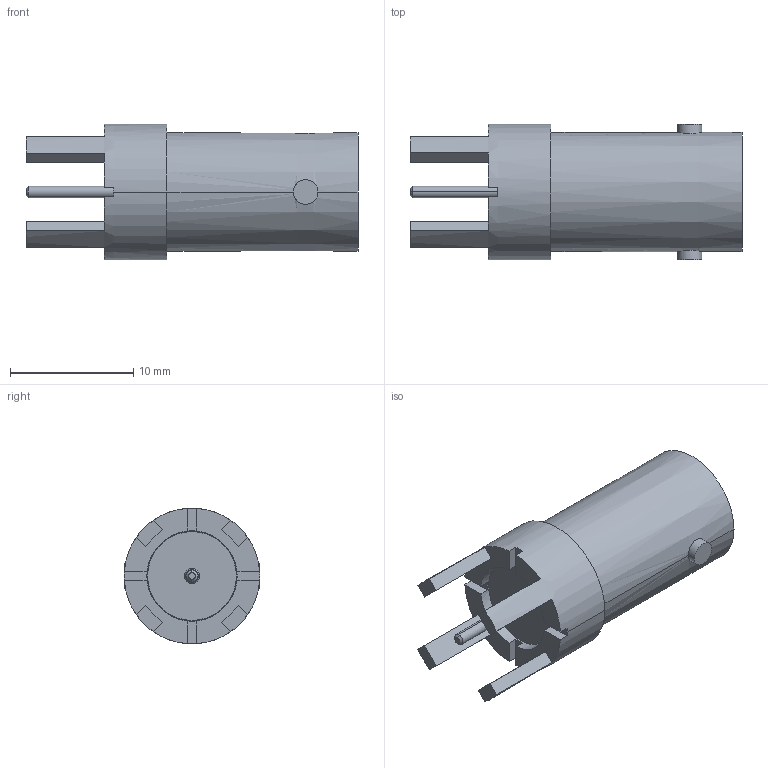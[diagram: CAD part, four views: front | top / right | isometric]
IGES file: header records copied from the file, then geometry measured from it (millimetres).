
Start section:  PTC IGES file: 31-5329-72rfx_rev-b.igs
Global section: file name: 31-5329-72rfx_rev-b.igs; native system: Pro/ENGINEER by Parametric Technology Corporation; preprocessor: 2008010; author: hparikh; organization: Unknown; date: 20081104.095331; units: millimetre
Bounding box: 26.92 x 11.02 x 11 mm (x, y, z)
Surface area: 1566.5 mm2 (no closed solid volume)
Topology: 0 solids, 0 shells, 76 faces, 406 edges, 404 vertices
Faces by surface type: bspline 44, revolution 32
